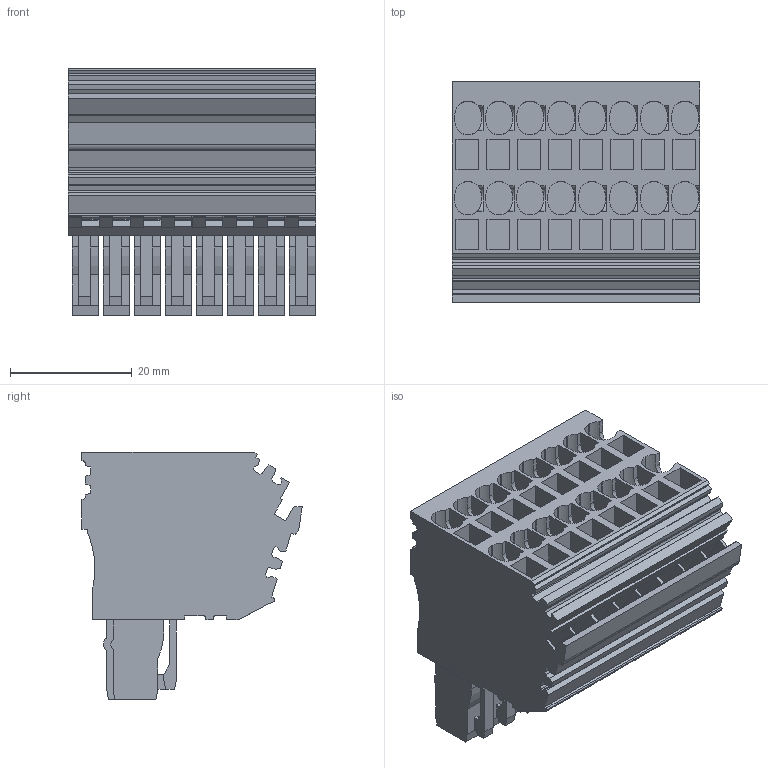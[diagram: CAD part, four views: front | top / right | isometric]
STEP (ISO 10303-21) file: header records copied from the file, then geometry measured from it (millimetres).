
FILE_DESCRIPTION(('CATIA V5R24 STEP','CAx-IF Rec.Pracs.--- Model Styling and Organization---1.2---2011-12-15'),'2;1');
FILE_NAME ('346491_1_1815800000_1815800000.stp','2017-02-06T08:56:10+00:00',('none'),('Weidmueller'),'CATIA Version 5-6 Release 2014 SP4 HF52','CATIA V5 STEP AP214','none');
FILE_SCHEMA(('AUTOMOTIVE_DESIGN { 1 0 10303 214 1 1 1 1 }'));
Length unit declared in the file: millimetre
Products named in the file (1): v5-standard_part
Bounding box: 40.8 x 36.26 x 40.75 mm (x, y, z)
Volume: 29356.6 mm3; surface area: 19458.6 mm2
Topology: 1 solids, 1 shells, 1138 faces, 3276 edges, 2194 vertices
Faces by surface type: plane 912, cylinder 226
Entity records: 34003 total; most frequent: ORIENTED_EDGE 6552, CARTESIAN_POINT 6489, DIRECTION 4316, EDGE_CURVE 3276, VECTOR 2711, LINE 2711, VERTEX_POINT 2194, EDGE_LOOP 1208
